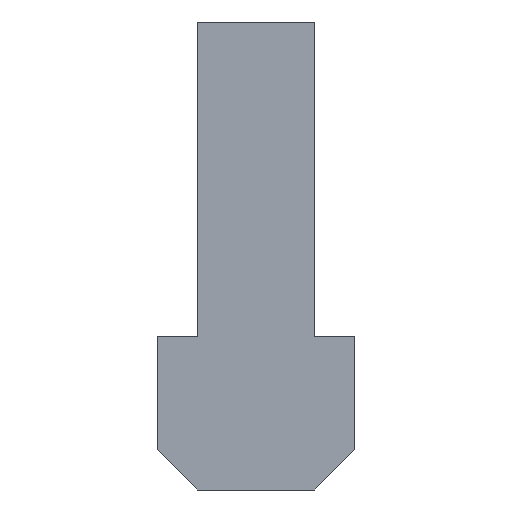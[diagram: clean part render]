
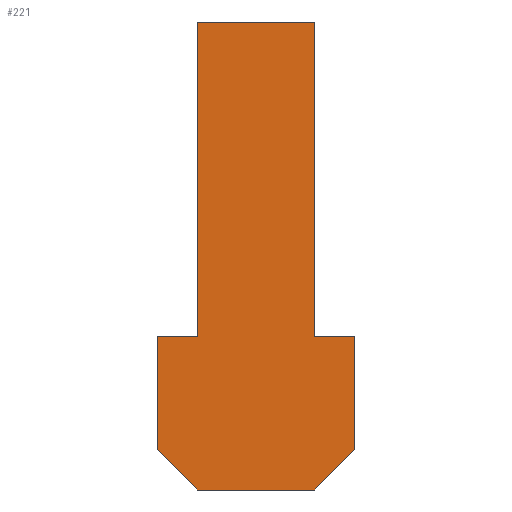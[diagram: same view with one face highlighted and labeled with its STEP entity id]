
A CAD part, left-side view. The second image highlights one B-rep face of the part: STEP entity #221.
In plain terms, the highlighted planar face has unit normal (-1, 0, 0).
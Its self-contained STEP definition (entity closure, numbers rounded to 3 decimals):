
#3 = EDGE_CURVE ( 'NONE', #59, #8, #102, .T. ) ;
#8 = VERTEX_POINT ( 'NONE', #224 ) ;
#16 = VERTEX_POINT ( 'NONE', #65 ) ;
#21 = VERTEX_POINT ( 'NONE', #71 ) ;
#28 = EDGE_CURVE ( 'NONE', #16, #41, #286, .T. ) ;
#30 = EDGE_CURVE ( 'NONE', #41, #21, #276, .T. ) ;
#40 = ORIENTED_EDGE ( 'NONE', *, *, #30, .F. ) ;
#41 = VERTEX_POINT ( 'NONE', #157 ) ;
#42 = ORIENTED_EDGE ( 'NONE', *, *, #61, .F. ) ;
#46 = EDGE_CURVE ( 'NONE', #21, #60, #145, .T. ) ;
#48 = VERTEX_POINT ( 'NONE', #291 ) ;
#59 = VERTEX_POINT ( 'NONE', #147 ) ;
#60 = VERTEX_POINT ( 'NONE', #212 ) ;
#61 = EDGE_CURVE ( 'NONE', #60, #59, #214, .T. ) ;
#65 = CARTESIAN_POINT ( 'NONE',  ( 0., 4., 32. ) ) ;
#71 = CARTESIAN_POINT ( 'NONE',  ( 0., -4., 10.5 ) ) ;
#87 = EDGE_CURVE ( 'NONE', #228, #169, #198, .T. ) ;
#95 = EDGE_LOOP ( 'NONE', ( #181, #180, #225, #178, #222, #216, #217, #42, #215, #40 ) ) ;
#97 = EDGE_CURVE ( 'NONE', #8, #48, #258, .T. ) ;
#99 = DIRECTION ( 'NONE',  ( 0., 0.707, -0.707 ) ) ;
#100 = VECTOR ( 'NONE', #99, 1000. ) ;
#101 = CARTESIAN_POINT ( 'NONE',  ( 0., -4., 0. ) ) ;
#102 = LINE ( 'NONE', #101, #100 ) ;
#116 = EDGE_CURVE ( 'NONE', #48, #230, #251, .T. ) ;
#143 = DIRECTION ( 'NONE',  ( 0., -1., 0. ) ) ;
#144 = VECTOR ( 'NONE', #143, 1000. ) ;
#145 = LINE ( 'NONE', #273, #144 ) ;
#147 = CARTESIAN_POINT ( 'NONE',  ( 0., -6.75, 2.75 ) ) ;
#151 = EDGE_CURVE ( 'NONE', #169, #16, #432, .T. ) ;
#157 = CARTESIAN_POINT ( 'NONE',  ( 0., -4., 32. ) ) ;
#169 = VERTEX_POINT ( 'NONE', #435 ) ;
#171 = EDGE_CURVE ( 'NONE', #230, #228, #306, .T. ) ;
#178 = ORIENTED_EDGE ( 'NONE', *, *, #171, .F. ) ;
#180 = ORIENTED_EDGE ( 'NONE', *, *, #151, .F. ) ;
#181 = ORIENTED_EDGE ( 'NONE', *, *, #28, .F. ) ;
#193 = DIRECTION ( 'NONE',  ( 0., -1., 0. ) ) ;
#194 = VECTOR ( 'NONE', #193, 1000. ) ;
#195 = CARTESIAN_POINT ( 'NONE',  ( 0., 4., 10.5 ) ) ;
#198 = LINE ( 'NONE', #195, #194 ) ;
#208 = DIRECTION ( 'NONE',  ( 0., 0., -1. ) ) ;
#209 = VECTOR ( 'NONE', #208, 1000. ) ;
#210 = CARTESIAN_POINT ( 'NONE',  ( 0., -6.75, 2.75 ) ) ;
#212 = CARTESIAN_POINT ( 'NONE',  ( 0., -6.75, 10.5 ) ) ;
#214 = LINE ( 'NONE', #210, #209 ) ;
#215 = ORIENTED_EDGE ( 'NONE', *, *, #46, .F. ) ;
#216 = ORIENTED_EDGE ( 'NONE', *, *, #97, .F. ) ;
#217 = ORIENTED_EDGE ( 'NONE', *, *, #3, .F. ) ;
#221 = ADVANCED_FACE ( 'NONE', ( #394 ), #433, .T. ) ;
#222 = ORIENTED_EDGE ( 'NONE', *, *, #116, .F. ) ;
#224 = CARTESIAN_POINT ( 'NONE',  ( 0., -4., 0. ) ) ;
#225 = ORIENTED_EDGE ( 'NONE', *, *, #87, .F. ) ;
#228 = VERTEX_POINT ( 'NONE', #428 ) ;
#230 = VERTEX_POINT ( 'NONE', #323 ) ;
#248 = DIRECTION ( 'NONE',  ( 0., 0.707, 0.707 ) ) ;
#249 = VECTOR ( 'NONE', #248, 1000. ) ;
#250 = CARTESIAN_POINT ( 'NONE',  ( 0., 6.75, 2.75 ) ) ;
#251 = LINE ( 'NONE', #250, #249 ) ;
#255 = DIRECTION ( 'NONE',  ( 0., 1., 0. ) ) ;
#256 = VECTOR ( 'NONE', #255, 1000. ) ;
#257 = CARTESIAN_POINT ( 'NONE',  ( 0., 4., 0. ) ) ;
#258 = LINE ( 'NONE', #257, #256 ) ;
#273 = CARTESIAN_POINT ( 'NONE',  ( 0., -6.75, 10.5 ) ) ;
#274 = DIRECTION ( 'NONE',  ( 0., 0., -1. ) ) ;
#275 = VECTOR ( 'NONE', #274, 1000. ) ;
#276 = LINE ( 'NONE', #280, #275 ) ;
#280 = CARTESIAN_POINT ( 'NONE',  ( 0., -4., 10.5 ) ) ;
#283 = DIRECTION ( 'NONE',  ( 0., -1., 0. ) ) ;
#284 = VECTOR ( 'NONE', #283, 1000. ) ;
#285 = CARTESIAN_POINT ( 'NONE',  ( 0., -4., 32. ) ) ;
#286 = LINE ( 'NONE', #285, #284 ) ;
#291 = CARTESIAN_POINT ( 'NONE',  ( 0., 4., 0. ) ) ;
#301 = DIRECTION ( 'NONE',  ( -1., 0., 0. ) ) ;
#302 = CARTESIAN_POINT ( 'NONE',  ( 0., 4., 32. ) ) ;
#304 = AXIS2_PLACEMENT_3D ( 'NONE', #302, #301, #317 ) ;
#305 = CARTESIAN_POINT ( 'NONE',  ( 0., 6.75, 10.5 ) ) ;
#306 = LINE ( 'NONE', #305, #322 ) ;
#308 = CARTESIAN_POINT ( 'NONE',  ( 0., 4., 32. ) ) ;
#317 = DIRECTION ( 'NONE',  ( 0., 0., 1. ) ) ;
#321 = DIRECTION ( 'NONE',  ( 0., 0., 1. ) ) ;
#322 = VECTOR ( 'NONE', #321, 1000. ) ;
#323 = CARTESIAN_POINT ( 'NONE',  ( 0., 6.75, 2.75 ) ) ;
#343 = DIRECTION ( 'NONE',  ( 0., 0., 1. ) ) ;
#394 = FACE_OUTER_BOUND ( 'NONE', #95, .T. ) ;
#428 = CARTESIAN_POINT ( 'NONE',  ( 0., 6.75, 10.5 ) ) ;
#431 = VECTOR ( 'NONE', #343, 1000. ) ;
#432 = LINE ( 'NONE', #308, #431 ) ;
#433 = PLANE ( 'NONE',  #304 ) ;
#435 = CARTESIAN_POINT ( 'NONE',  ( 0., 4., 10.5 ) ) ;
